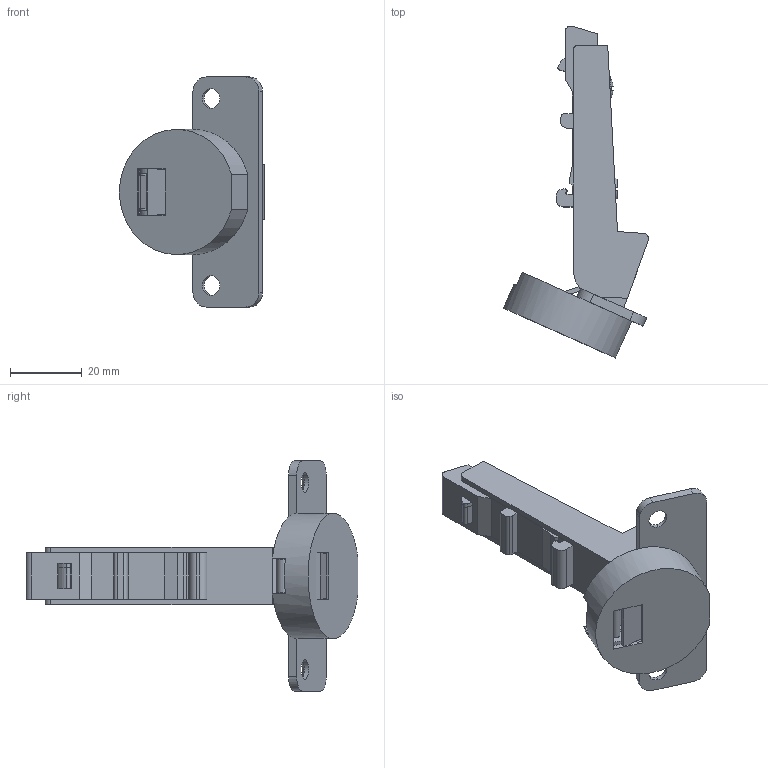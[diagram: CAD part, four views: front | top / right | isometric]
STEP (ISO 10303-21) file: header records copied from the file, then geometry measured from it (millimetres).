
FILE_DESCRIPTION((''),'2;1');
FILE_NAME('248-0Z29-IMS','2022-12-12T11:38:46',('marino.prodan'),('Audax d.o.o.'),'CREO PARAMETRIC BY PTC INC, 2021304','CREO PARAMETRIC BY PTC INC, 2021304','');
FILE_SCHEMA(('AUTOMOTIVE_DESIGN { 1 0 10303 214 1 1 1 1 }'));
Length unit declared in the file: millimetre
Products named in the file (1): 248-0Z29-IMS
Bounding box: 40.38 x 92.33 x 64 mm (x, y, z)
Volume: 24694.8 mm3; surface area: 12822.3 mm2
Topology: 1 solids, 1 shells, 227 faces, 673 edges, 451 vertices
Faces by surface type: plane 148, cylinder 57, cone 18, torus 2, sphere 2
Entity records: 10202 total; most frequent: CARTESIAN_POINT 1625, ORIENTED_EDGE 1338, DIRECTION 1266, PRESENTATION_STYLE_ASSIGNMENT 670, STYLED_ITEM 670, CURVE_STYLE 669, EDGE_CURVE 669, VERTEX_POINT 451
